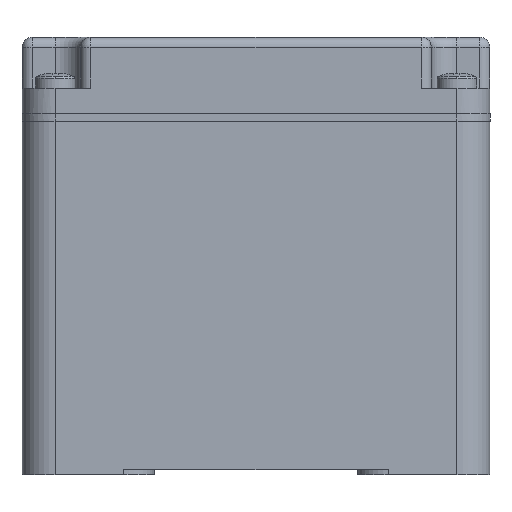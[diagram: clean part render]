
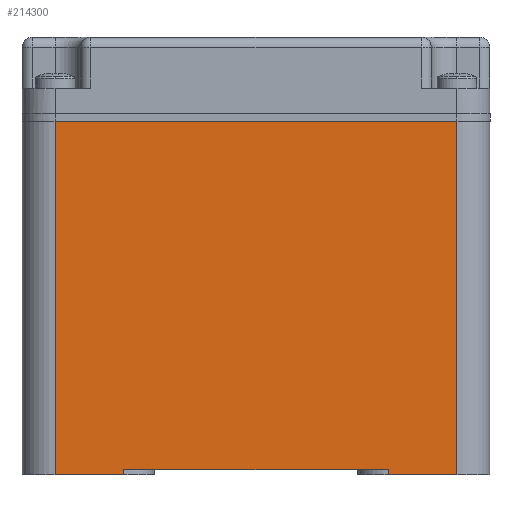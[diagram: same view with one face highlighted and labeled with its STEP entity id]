
A CAD part, front view. The second image highlights one B-rep face of the part: STEP entity #214300.
In plain terms, the highlighted planar face has unit normal (0, -1, 0).
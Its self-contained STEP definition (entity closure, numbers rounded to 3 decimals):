
#173030=CARTESIAN_POINT('',(84.966,-120.755,0.));
#173040=VERTEX_POINT('',#173030);
#173070=CARTESIAN_POINT('',(0.,-120.755,0.));
#173080=DIRECTION('',(1.,0.,0.));
#173090=VECTOR('',#173080,1.);
#173100=LINE('',#173070,#173090);
#173110=CARTESIAN_POINT('',(98.466,-120.755,0.));
#173120=VERTEX_POINT('',#173110);
#173130=EDGE_CURVE('',#173040,#173120,#173100,.T.);
#175840=CARTESIAN_POINT('',(32.966,-120.755,1.));
#175850=VERTEX_POINT('',#175840);
#175880=CARTESIAN_POINT('',(0.,-120.755,1.));
#175890=DIRECTION('',(-1.,0.,0.));
#175900=VECTOR('',#175890,1.);
#175910=LINE('',#175880,#175900);
#175920=CARTESIAN_POINT('',(84.966,-120.755,1.));
#175930=VERTEX_POINT('',#175920);
#175940=EDGE_CURVE('',#175930,#175850,#175910,.T.);
#179200=CARTESIAN_POINT('',(32.966,-120.755,0.));
#179210=VERTEX_POINT('',#179200);
#179730=CARTESIAN_POINT('',(19.466,-120.755,0.));
#179740=VERTEX_POINT('',#179730);
#179770=EDGE_CURVE('',#179740,#179210,#173100,.T.);
#213860=CARTESIAN_POINT('',(0.,-120.755,69.5));
#213870=DIRECTION('',(-0.,-1.,-0.));
#213880=DIRECTION('',(-1.,0.,0.));
#213890=AXIS2_PLACEMENT_3D('',#213860,#213870,#213880);
#213900=PLANE('',#213890);
#213910=ORIENTED_EDGE('',*,*,#175940,.F.);
#213920=CARTESIAN_POINT('',(32.966,-120.755,0.));
#213930=DIRECTION('',(0.,0.,1.));
#213940=VECTOR('',#213930,1.);
#213950=LINE('',#213920,#213940);
#213960=EDGE_CURVE('',#179210,#175850,#213950,.T.);
#213970=ORIENTED_EDGE('',*,*,#213960,.T.);
#213980=ORIENTED_EDGE('',*,*,#179770,.T.);
#213990=CARTESIAN_POINT('',(19.466,-120.755,0.));
#214000=DIRECTION('',(0.,0.,1.));
#214010=VECTOR('',#214000,1.);
#214020=LINE('',#213990,#214010);
#214030=CARTESIAN_POINT('',(19.466,-120.755,69.5));
#214040=VERTEX_POINT('',#214030);
#214050=EDGE_CURVE('',#179740,#214040,#214020,.T.);
#214060=ORIENTED_EDGE('',*,*,#214050,.F.);
#214070=CARTESIAN_POINT('',(0.,-120.755,69.5));
#214080=DIRECTION('',(1.,0.,0.));
#214090=VECTOR('',#214080,1.);
#214100=LINE('',#214070,#214090);
#214110=CARTESIAN_POINT('',(98.466,-120.755,69.5));
#214120=VERTEX_POINT('',#214110);
#214130=EDGE_CURVE('',#214040,#214120,#214100,.T.);
#214140=ORIENTED_EDGE('',*,*,#214130,.F.);
#214150=CARTESIAN_POINT('',(98.466,-120.755,0.));
#214160=DIRECTION('',(0.,0.,1.));
#214170=VECTOR('',#214160,1.);
#214180=LINE('',#214150,#214170);
#214190=EDGE_CURVE('',#173120,#214120,#214180,.T.);
#214200=ORIENTED_EDGE('',*,*,#214190,.T.);
#214210=ORIENTED_EDGE('',*,*,#173130,.T.);
#214220=CARTESIAN_POINT('',(84.966,-120.755,0.));
#214230=DIRECTION('',(0.,0.,1.));
#214240=VECTOR('',#214230,1.);
#214250=LINE('',#214220,#214240);
#214260=EDGE_CURVE('',#173040,#175930,#214250,.T.);
#214270=ORIENTED_EDGE('',*,*,#214260,.F.);
#214280=EDGE_LOOP('',(#214270,#214210,#214200,#214140,#214060,#213980,
#213970,#213910));
#214290=FACE_OUTER_BOUND('',#214280,.T.);
#214300=ADVANCED_FACE('',(#214290),#213900,.T.);
